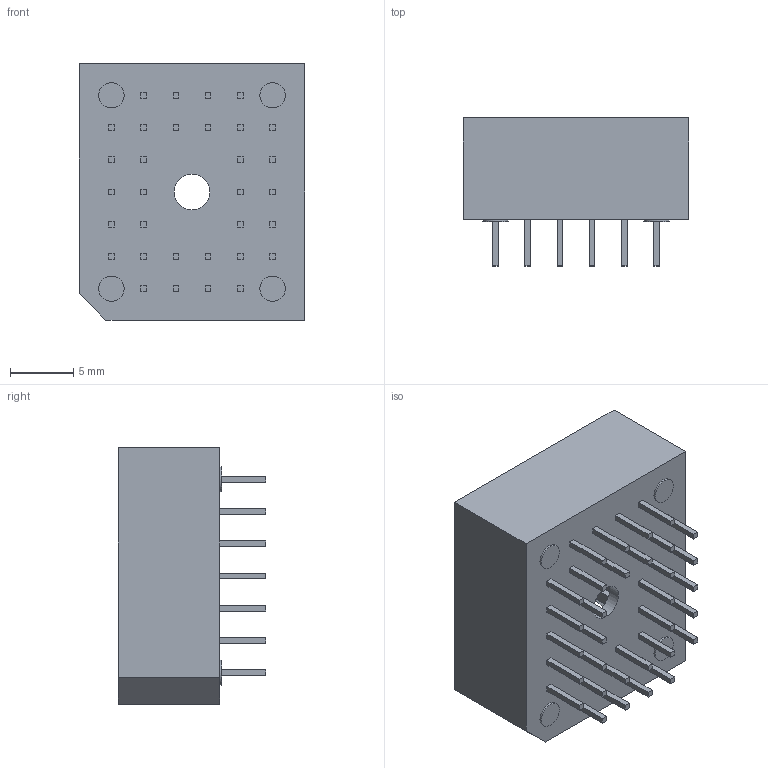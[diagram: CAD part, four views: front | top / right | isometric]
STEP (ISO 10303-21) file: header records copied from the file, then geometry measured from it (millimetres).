
FILE_DESCRIPTION (( 'STEP AP214' ), '1' );
FILE_NAME ('54020-32030LF.STEP', '2022-05-10T14:04:13', ( '' ), ( '' ), 'SwSTEP 2.0', 'SolidWorks 2017', '' );
FILE_SCHEMA (( 'AUTOMOTIVE_DESIGN' ));
Length unit declared in the file: millimetre
Products named in the file (1): 54020-32030LF
Bounding box: 17.8 x 11.65 x 20.2 mm (x, y, z)
Volume: 1423.2 mm3; surface area: 3315.3 mm2
Topology: 65 solids, 65 shells, 808 faces, 2013 edges, 1340 vertices
Faces by surface type: plane 601, cylinder 207
Entity records: 24532 total; most frequent: CARTESIAN_POINT 4177, DIRECTION 4035, ORIENTED_EDGE 4026, EDGE_CURVE 2013, LINE 1599, VECTOR 1599, VERTEX_POINT 1340, AXIS2_PLACEMENT_3D 1218
